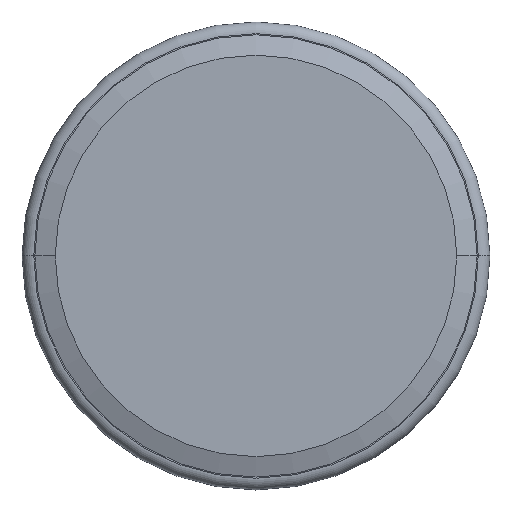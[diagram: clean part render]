
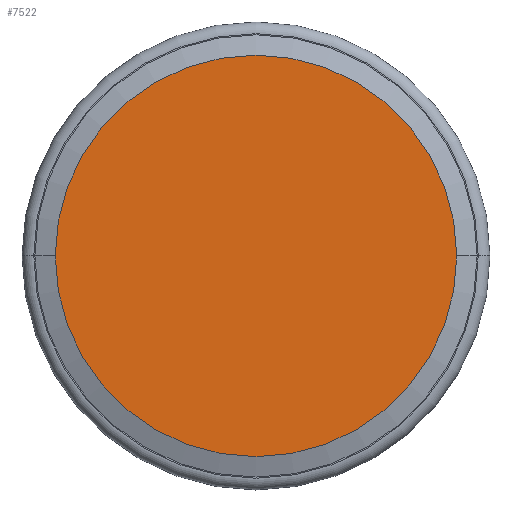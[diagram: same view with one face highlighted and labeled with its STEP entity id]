
A CAD part, top view. The second image highlights one B-rep face of the part: STEP entity #7522.
In plain terms, the highlighted planar face has unit normal (0, 0, 1).
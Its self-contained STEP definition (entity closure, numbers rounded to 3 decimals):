
#437 = AXIS2_PLACEMENT_3D ( 'NONE', #3096, #5543, #753 ) ;
#543 = CARTESIAN_POINT ( 'NONE',  ( 8.581, 0., 3.5 ) ) ;
#753 = DIRECTION ( 'NONE',  ( 1., 0., 0. ) ) ;
#1012 = AXIS2_PLACEMENT_3D ( 'NONE', #6350, #3314, #6305 ) ;
#1143 = EDGE_CURVE ( 'NONE', #7653, #5085, #2806, .T. ) ;
#1276 = EDGE_CURVE ( 'NONE', #5085, #7653, #6868, .T. ) ;
#2806 = CIRCLE ( 'NONE', #437, 8.581 ) ;
#3096 = CARTESIAN_POINT ( 'NONE',  ( 0., 0., 3.5 ) ) ;
#3314 = DIRECTION ( 'NONE',  ( 0., 0., 1. ) ) ;
#3319 = AXIS2_PLACEMENT_3D ( 'NONE', #7178, #4018, #5297 ) ;
#3353 = FACE_OUTER_BOUND ( 'NONE', #7478, .T. ) ;
#4018 = DIRECTION ( 'NONE',  ( 0., 0., 1. ) ) ;
#4241 = CARTESIAN_POINT ( 'NONE',  ( -8.581, 0., 3.5 ) ) ;
#5085 = VERTEX_POINT ( 'NONE', #543 ) ;
#5297 = DIRECTION ( 'NONE',  ( 1., 0., 0. ) ) ;
#5543 = DIRECTION ( 'NONE',  ( 0., 0., 1. ) ) ;
#5828 = ORIENTED_EDGE ( 'NONE', *, *, #1143, .T. ) ;
#6305 = DIRECTION ( 'NONE',  ( 1., 0., 0. ) ) ;
#6350 = CARTESIAN_POINT ( 'NONE',  ( 0., 0., 3.5 ) ) ;
#6477 = ORIENTED_EDGE ( 'NONE', *, *, #1276, .T. ) ;
#6868 = CIRCLE ( 'NONE', #3319, 8.581 ) ;
#7178 = CARTESIAN_POINT ( 'NONE',  ( 0., 0., 3.5 ) ) ;
#7478 = EDGE_LOOP ( 'NONE', ( #5828, #6477 ) ) ;
#7522 = ADVANCED_FACE ( 'NONE', ( #3353 ), #7647, .T. ) ;
#7647 = PLANE ( 'NONE',  #1012 ) ;
#7653 = VERTEX_POINT ( 'NONE', #4241 ) ;
